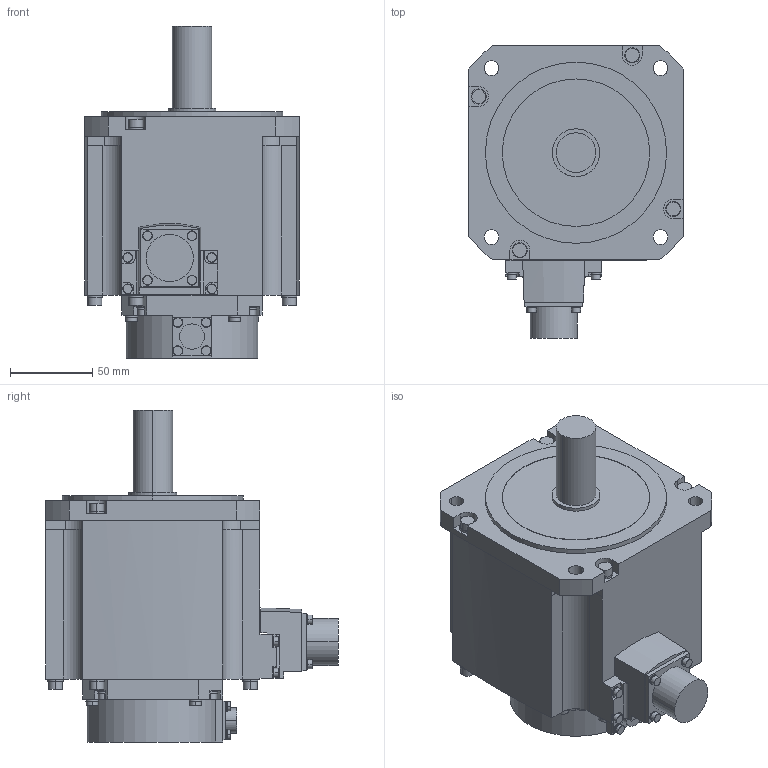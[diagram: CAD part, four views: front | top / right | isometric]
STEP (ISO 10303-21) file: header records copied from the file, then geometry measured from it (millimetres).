
FILE_DESCRIPTION((''),'2;1');
FILE_NAME('HG-SR81_152_ASM','2011-11-07T',('BL67252'),(''),'PRO/ENGINEER BY PARAMETRIC TECHNOLOGY CORPORATION, 2009400','PRO/ENGINEER BY PARAMETRIC TECHNOLOGY CORPORATION, 2009400','');
FILE_SCHEMA(('CONFIG_CONTROL_DESIGN'));
Length unit declared in the file: millimetre
Products named in the file (1): HG-SR81_152_ASM
Bounding box: 130 x 177.49 x 201.5 mm (x, y, z)
Volume: 1956247.3 mm3; surface area: 114767.4 mm2
Topology: 1 solids, 1 shells, 381 faces, 900 edges, 594 vertices
Faces by surface type: plane 195, cylinder 185, cone 1
Entity records: 11138 total; most frequent: DIRECTION 2050, CARTESIAN_POINT 1883, ORIENTED_EDGE 1800, EDGE_CURVE 900, AXIS2_PLACEMENT_3D 771, VERTEX_POINT 594, VECTOR 508, LINE 508
